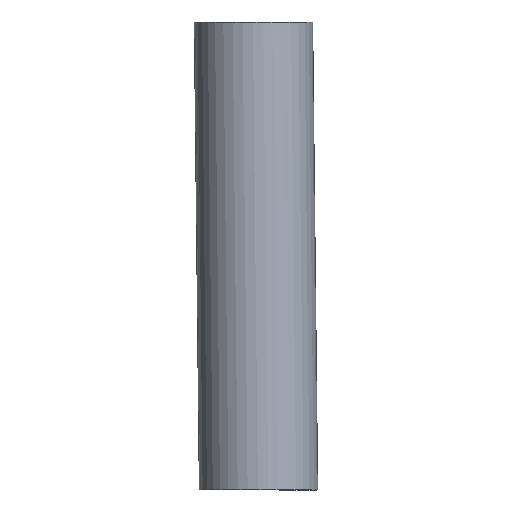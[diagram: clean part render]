
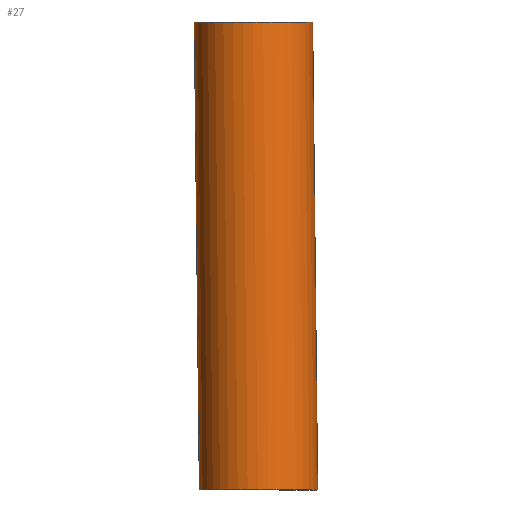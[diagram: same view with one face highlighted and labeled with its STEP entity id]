
A CAD part, left-side view. The second image highlights one B-rep face of the part: STEP entity #27.
In plain terms, the highlighted free-form (B-spline) face has degree [1, 2] with [2, 9] control points.
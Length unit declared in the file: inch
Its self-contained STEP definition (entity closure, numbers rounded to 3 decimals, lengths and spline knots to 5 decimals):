
#12=FACE_OUTER_BOUND('',#13,.T.);
#13=EDGE_LOOP('',(#22,#23,#24,#25));
#14=B_SPLINE_CURVE_WITH_KNOTS('',1,(#73,#74),.UNSPECIFIED.,.F.,.F.,(2,2),
(-7.90523,0.),.UNSPECIFIED.);
#15=CIRCLE('',#43,0.1875);
#16=CIRCLE('',#44,0.1875);
#17=VERTEX_POINT('',#70);
#18=VERTEX_POINT('',#72);
#19=EDGE_CURVE('',#17,#17,#15,.T.);
#20=EDGE_CURVE('',#17,#18,#14,.T.);
#21=EDGE_CURVE('',#18,#18,#16,.T.);
#22=ORIENTED_EDGE('',*,*,#19,.T.);
#23=ORIENTED_EDGE('',*,*,#20,.T.);
#24=ORIENTED_EDGE('',*,*,#21,.T.);
#25=ORIENTED_EDGE('',*,*,#20,.F.);
#26=(
BOUNDED_SURFACE()
B_SPLINE_SURFACE(1,2,((#52,#53,#54,#55,#56,#57,#58,#59,#60),(#61,#62,#63,
#64,#65,#66,#67,#68,#69)),.UNSPECIFIED.,.F.,.T.,.F.)
B_SPLINE_SURFACE_WITH_KNOTS((2,2),(3,2,2,2,3),(-0.01706,7.92229),
(-3.14159,-1.5708,0.,1.5708,3.14159),
 .UNSPECIFIED.)
GEOMETRIC_REPRESENTATION_ITEM()
RATIONAL_B_SPLINE_SURFACE(((1.,0.707,1.,0.707,1.,
0.707,1.,0.707,1.),(1.,0.707,1.,0.707,
1.,0.707,1.,0.707,1.)))
REPRESENTATION_ITEM('')
SURFACE()
);
#27=ADVANCED_FACE('',(#12),#26,.F.);
#43=AXIS2_PLACEMENT_3D('',#71,#47,#48);
#44=AXIS2_PLACEMENT_3D('',#75,#49,#50);
#47=DIRECTION('center_axis',(0.,0.,
-1.));
#48=DIRECTION('ref_axis',(0.,1.,0.));
#49=DIRECTION('center_axis',(0.,0.,
1.));
#50=DIRECTION('ref_axis',(-1.,0.,0.));
#52=CARTESIAN_POINT('Ctrl Pts',(-0.14244,-4.00307,20.75689));
#53=CARTESIAN_POINT('Ctrl Pts',(-0.26438,-4.14545,20.75954));
#54=CARTESIAN_POINT('Ctrl Pts',(-0.12197,-4.26742,20.75954));
#55=CARTESIAN_POINT('Ctrl Pts',(0.02044,-4.38938,20.75954));
#56=CARTESIAN_POINT('Ctrl Pts',(0.14238,-4.247,20.75689));
#57=CARTESIAN_POINT('Ctrl Pts',(0.26432,-4.10462,20.75424));
#58=CARTESIAN_POINT('Ctrl Pts',(0.12191,-3.98265,20.75424));
#59=CARTESIAN_POINT('Ctrl Pts',(-0.0205,-3.86069,20.75424));
#60=CARTESIAN_POINT('Ctrl Pts',(-0.14244,-4.00307,20.75689));
#61=CARTESIAN_POINT('Ctrl Pts',(-0.12876,-3.98709,22.24537));
#62=CARTESIAN_POINT('Ctrl Pts',(-0.2507,-4.12948,22.24802));
#63=CARTESIAN_POINT('Ctrl Pts',(-0.10829,-4.25144,22.24802));
#64=CARTESIAN_POINT('Ctrl Pts',(0.03412,-4.37341,22.24802));
#65=CARTESIAN_POINT('Ctrl Pts',(0.15606,-4.23103,22.24537));
#66=CARTESIAN_POINT('Ctrl Pts',(0.278,-4.08864,22.24272));
#67=CARTESIAN_POINT('Ctrl Pts',(0.13559,-3.96668,22.24272));
#68=CARTESIAN_POINT('Ctrl Pts',(-0.00682,-3.84471,22.24272));
#69=CARTESIAN_POINT('Ctrl Pts',(-0.12876,-3.98709,22.24537));
#70=CARTESIAN_POINT('',(-0.12879,-3.98713,22.24217));
#71=CARTESIAN_POINT('Origin',(0.01362,-4.10909,22.24217));
#72=CARTESIAN_POINT('',(-0.14241,-4.00303,20.76009));
#73=CARTESIAN_POINT('Ctrl Pts',(-0.12879,-3.98713,22.24217));
#74=CARTESIAN_POINT('Ctrl Pts',(-0.14241,-4.00303,20.76009));
#75=CARTESIAN_POINT('Origin',(0.,-4.125,20.76009));
